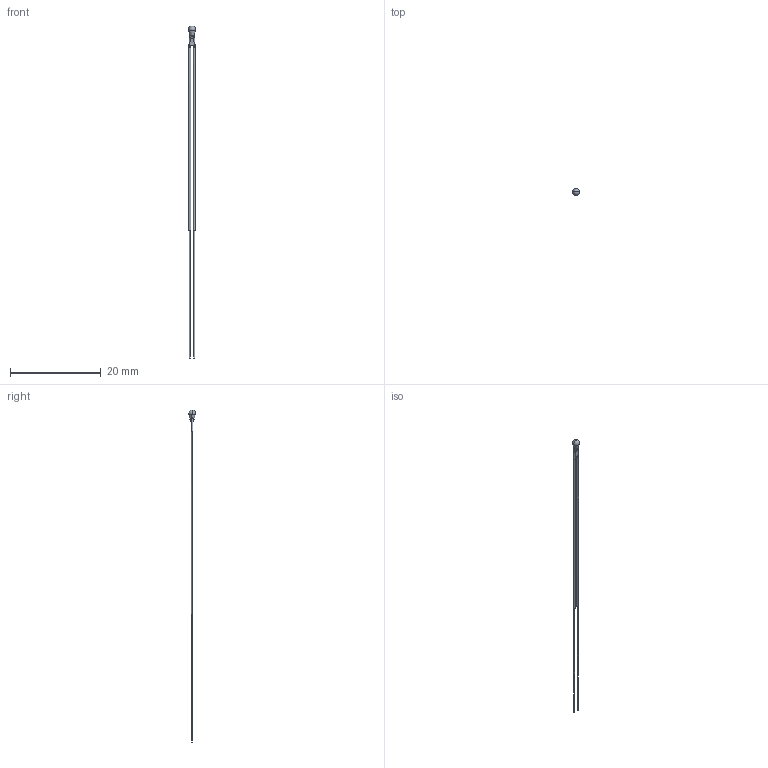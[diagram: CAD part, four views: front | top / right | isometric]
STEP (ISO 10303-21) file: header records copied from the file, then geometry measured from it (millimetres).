
FILE_DESCRIPTION((''),'2;1');
FILE_NAME('NTC_G551_SW0001','2021-06-14T11:39:46',('ED9772'),(''),'CREO PARAMETRIC BY PTC INC, 2017380','CREO PARAMETRIC BY PTC INC, 2017380','');
FILE_SCHEMA(('CONFIG_CONTROL_DESIGN','SHAPE_APPEARANCE_LAYERS_GROUPS'));
Length unit declared in the file: millimetre
Products named in the file (1): NTC_G551_SW0001
Bounding box: 1.5 x 1.5 x 73 mm (x, y, z)
Volume: 15.8 mm3; surface area: 155.2 mm2
Topology: 1 solids, 1 shells, 39 faces, 92 edges, 55 vertices
Faces by surface type: bspline 14, cylinder 12, plane 7, torus 2, cone 2, sphere 2
Entity records: 2625 total; most frequent: CARTESIAN_POINT 1150, COLOUR_RGB 235, ORIENTED_EDGE 180, DIRECTION 130, EDGE_CURVE 90, FILL_AREA_STYLE_COLOUR 69, FILL_AREA_STYLE 69, SURFACE_STYLE_FILL_AREA 69
